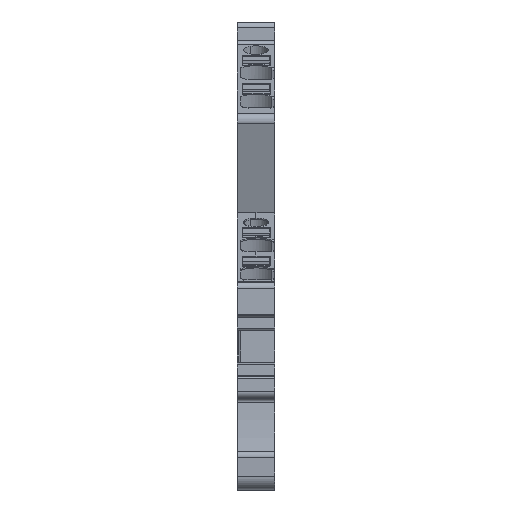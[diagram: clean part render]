
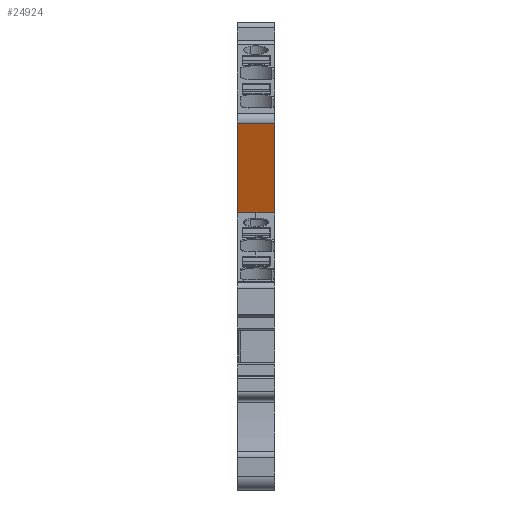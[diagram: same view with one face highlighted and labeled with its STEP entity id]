
A CAD part, front view. The second image highlights one B-rep face of the part: STEP entity #24924.
In plain terms, the highlighted planar face has unit normal (0, -0.94, -0.342).
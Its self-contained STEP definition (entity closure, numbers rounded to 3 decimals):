
#24906=AXIS2_PLACEMENT_3D('Plane Axis2P3D',#24903,#24904,#24905) ;
#12737=CARTESIAN_POINT('Line Origine',(2.19,23.41,49.955)) ;
#12741=CARTESIAN_POINT('Vertex',(5.1,23.41,49.955)) ;
#12743=CARTESIAN_POINT('Vertex',(0.,23.41,49.955)) ;
#24802=CARTESIAN_POINT('Vertex',(5.1,27.924,37.551)) ;
#24806=CARTESIAN_POINT('Control Point',(0.,27.924,37.551)) ;
#24807=CARTESIAN_POINT('Control Point',(1.02,27.924,37.551)) ;
#24808=CARTESIAN_POINT('Control Point',(2.04,27.924,37.551)) ;
#24809=CARTESIAN_POINT('Control Point',(3.06,27.924,37.551)) ;
#24810=CARTESIAN_POINT('Control Point',(4.08,27.924,37.551)) ;
#24811=CARTESIAN_POINT('Control Point',(5.1,27.924,37.551)) ;
#24812=CARTESIAN_POINT('Vertex',(0.,27.924,37.551)) ;
#24903=CARTESIAN_POINT('Axis2P3D Location',(0.,23.41,49.955)) ;
#24908=CARTESIAN_POINT('Line Origine',(5.1,25.667,43.753)) ;
#24913=CARTESIAN_POINT('Line Origine',(0.,25.667,43.753)) ;
#12738=DIRECTION('Vector Direction',(1.,0.,0.)) ;
#24904=DIRECTION('Axis2P3D Direction',(0.,-0.94,-0.342)) ;
#24905=DIRECTION('Axis2P3D XDirection',(0.,0.342,-0.94)) ;
#24909=DIRECTION('Vector Direction',(0.,0.342,-0.94)) ;
#24914=DIRECTION('Vector Direction',(0.,0.342,-0.94)) ;
#12739=VECTOR('Line Direction',#12738,1.) ;
#24910=VECTOR('Line Direction',#24909,1.) ;
#24915=VECTOR('Line Direction',#24914,1.) ;
#24919=ORIENTED_EDGE('',*,*,#24912,.F.) ;
#24920=ORIENTED_EDGE('',*,*,#12745,.T.) ;
#24921=ORIENTED_EDGE('',*,*,#24917,.T.) ;
#24922=ORIENTED_EDGE('',*,*,#24814,.F.) ;
#24924=ADVANCED_FACE('V2',(#24923),#24907,.T.) ;
#24805=B_SPLINE_CURVE_WITH_KNOTS('',5,(#24806,#24807,#24808,#24809,#24810,#24811),.UNSPECIFIED.,.F.,.U.,(6,6),(0.,5.1),.UNSPECIFIED.) ;
#12745=EDGE_CURVE('',#12742,#12744,#12740,.F.) ;
#24814=EDGE_CURVE('',#24803,#24813,#24805,.F.) ;
#24912=EDGE_CURVE('',#12742,#24803,#24911,.T.) ;
#24917=EDGE_CURVE('',#12744,#24813,#24916,.T.) ;
#24918=EDGE_LOOP('',(#24919,#24920,#24921,#24922)) ;
#24923=FACE_OUTER_BOUND('',#24918,.T.) ;
#12740=LINE('Line',#12737,#12739) ;
#24911=LINE('Line',#24908,#24910) ;
#24916=LINE('Line',#24913,#24915) ;
#24907=PLANE('',#24906) ;
#12742=VERTEX_POINT('',#12741) ;
#12744=VERTEX_POINT('',#12743) ;
#24803=VERTEX_POINT('',#24802) ;
#24813=VERTEX_POINT('',#24812) ;
